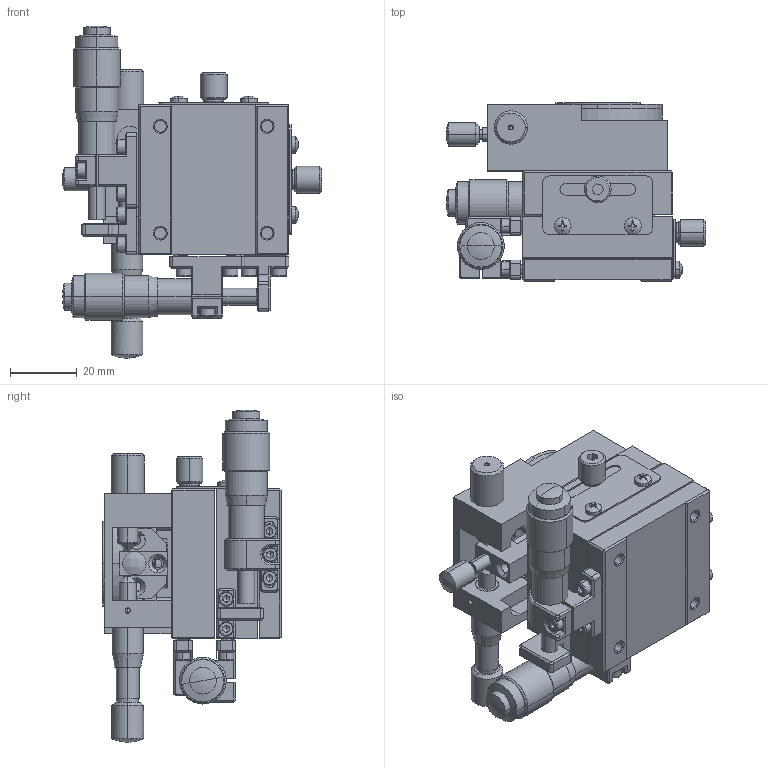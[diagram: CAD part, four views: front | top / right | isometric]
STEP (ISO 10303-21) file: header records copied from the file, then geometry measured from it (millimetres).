
FILE_DESCRIPTION (( 'STEP AP203' ), '1' );
FILE_NAME ('GCM-901101M.STEP', '2019-05-20T06:53:06', ( '' ), ( '' ), 'SwSTEP 2.0', 'SolidWorks 2015', '' );
FILE_SCHEMA (( 'CONFIG_CONTROL_DESIGN' ));
Length unit declared in the file: millimetre
Products named in the file (3): GCM-T13M2L; GCM-1102M 蚾饜; GCM-901101M
Assembly tree (2 placements, depth 2):
  GCM-901101M
    GCM-T13M2L
    GCM-1102M 蚾饜
Bounding box: 77.62 x 53.5 x 99.4 mm (x, y, z)
Surface area: 47785.2 mm2 (no closed solid volume)
Topology: 0 solids, 54 shells, 853 faces, 2360 edges, 1535 vertices
Faces by surface type: plane 390, cylinder 275, cone 145, bspline 43
Entity records: 31958 total; most frequent: CARTESIAN_POINT 10375, DIRECTION 4483, ORIENTED_EDGE 4134, EDGE_CURVE 2334, AXIS2_PLACEMENT_3D 1606, VERTEX_POINT 1535, VECTOR 1271, LINE 1271
